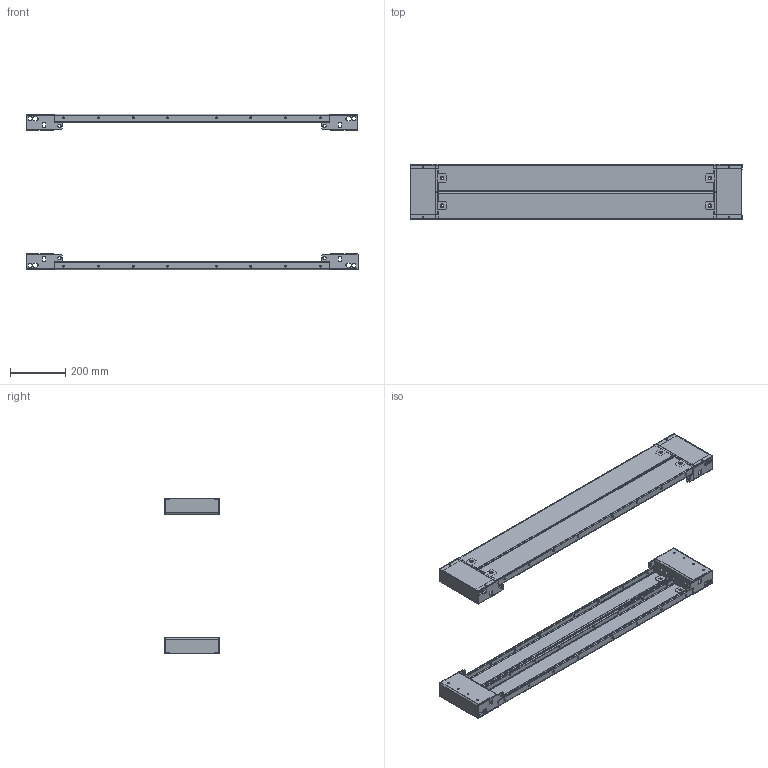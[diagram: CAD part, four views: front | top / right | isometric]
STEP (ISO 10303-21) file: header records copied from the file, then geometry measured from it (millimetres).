
FILE_DESCRIPTION(/* description */ (''),/* implementation_level */ '2;1');
FILE_NAME(/* name */ 'ZCL2T10120.stp',/* time_stamp */ '2017-04-05T17:06:17+02:00',/* author */ (''),/* organization */ (''),/* preprocessor_version */ 'ST-DEVELOPER v15',/* originating_system */ 'SIEMENS PLM Software NX 9.0',/* authorisation */ '');
FILE_SCHEMA (('CONFIG_CONTROL_DESIGN'));
Length unit declared in the file: millimetre
Products named in the file (4): H60513_FRONTAL_ZOCALO_100_1200_stp; zocalo3mmH200_stp; tapaesquina200; ZCL2T10120_stp
Assembly tree (12 placements, depth 2):
  ZCL2T10120_stp
    tapaesquina200  x4
    zocalo3mmH200_stp  x4
    H60513_FRONTAL_ZOCALO_100_1200_stp  x4
Bounding box: 1197 x 200.16 x 562.01 mm (x, y, z)
Volume: 1764104.3 mm3; surface area: 1963207.2 mm2
Topology: 12 solids, 12 shells, 936 faces, 2672 edges, 1760 vertices
Faces by surface type: plane 712, cylinder 188, bspline 28, cone 8
Full cylindrical faces by diameter (mm): 4 x16, 7 x80, 12 x8
Entity records: 8458 total; most frequent: CARTESIAN_POINT 1614, ORIENTED_EDGE 1320, DIRECTION 1163, EDGE_CURVE 660, LINE 469, VECTOR 469, VERTEX_POINT 440, AXIS2_PLACEMENT_3D 347
